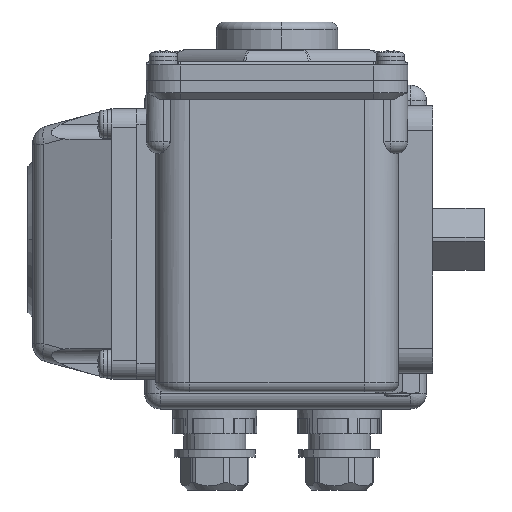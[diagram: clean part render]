
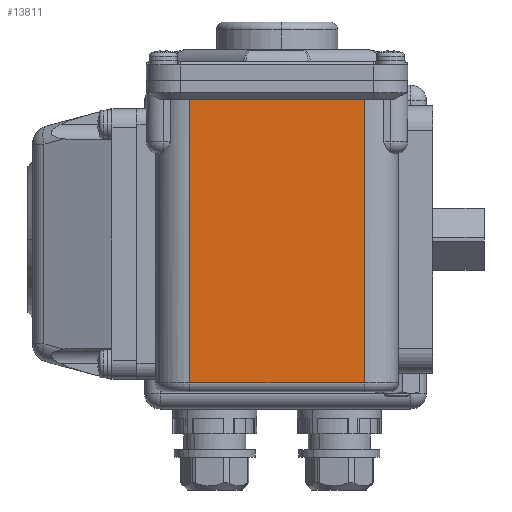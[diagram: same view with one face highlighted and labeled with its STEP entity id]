
A CAD part, left-side view. The second image highlights one B-rep face of the part: STEP entity #13811.
In plain terms, the highlighted planar face has unit normal (-1, 0, 0).
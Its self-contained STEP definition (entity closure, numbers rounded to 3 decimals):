
#13264 = VERTEX_POINT ( 'NONE', #42042 ) ;
#13268 = EDGE_CURVE ( 'NONE', #13264, #13271, #42037, .T. ) ;
#13271 = VERTEX_POINT ( 'NONE', #42031 ) ;
#13795 = VERTEX_POINT ( 'NONE', #43277 ) ;
#13811 = ADVANCED_FACE ( 'NONE', ( #43357 ), #43362, .T. ) ;
#13813 = EDGE_LOOP ( 'NONE', ( #13908, #13912, #13914, #13916 ) ) ;
#13908 = ORIENTED_EDGE ( 'NONE', *, *, #13909, .F. ) ;
#13909 = EDGE_CURVE ( 'NONE', #13911, #13264, #43563, .T. ) ;
#13911 = VERTEX_POINT ( 'NONE', #43684 ) ;
#13912 = ORIENTED_EDGE ( 'NONE', *, *, #13913, .T. ) ;
#13913 = EDGE_CURVE ( 'NONE', #13911, #13795, #43680, .T. ) ;
#13914 = ORIENTED_EDGE ( 'NONE', *, *, #13930, .T. ) ;
#13916 = ORIENTED_EDGE ( 'NONE', *, *, #13268, .F. ) ;
#13930 = EDGE_CURVE ( 'NONE', #13795, #13271, #43660, .T. ) ;
#42031 = CARTESIAN_POINT ( 'NONE',  ( -94.5, -28., 45. ) ) ;
#42032 = DIRECTION ( 'NONE',  ( 0., -1., 0. ) ) ;
#42034 = VECTOR ( 'NONE', #42032, 1000. ) ;
#42036 = CARTESIAN_POINT ( 'NONE',  ( -94.5, 28., 45. ) ) ;
#42037 = LINE ( 'NONE', #42036, #42034 ) ;
#42042 = CARTESIAN_POINT ( 'NONE',  ( -94.5, 28., 45. ) ) ;
#43277 = CARTESIAN_POINT ( 'NONE',  ( -94.5, -28., -46. ) ) ;
#43357 = FACE_OUTER_BOUND ( 'NONE', #13813, .T. ) ;
#43362 = PLANE ( 'NONE',  #43429 ) ;
#43424 = DIRECTION ( 'NONE',  ( 0., 0., 1. ) ) ;
#43426 = DIRECTION ( 'NONE',  ( -1., 0., 0. ) ) ;
#43428 = CARTESIAN_POINT ( 'NONE',  ( -94.5, 28., -49. ) ) ;
#43429 = AXIS2_PLACEMENT_3D ( 'NONE', #43428, #43426, #43424 ) ;
#43563 = LINE ( 'NONE', #43688, #43686 ) ;
#43647 = DIRECTION ( 'NONE',  ( 0., 0., 1. ) ) ;
#43649 = VECTOR ( 'NONE', #43647, 1000. ) ;
#43651 = CARTESIAN_POINT ( 'NONE',  ( -94.5, -28., -49. ) ) ;
#43660 = LINE ( 'NONE', #43651, #43649 ) ;
#43675 = DIRECTION ( 'NONE',  ( 0., -1., 0. ) ) ;
#43676 = VECTOR ( 'NONE', #43675, 1000. ) ;
#43678 = CARTESIAN_POINT ( 'NONE',  ( -94.5, -28., -46. ) ) ;
#43680 = LINE ( 'NONE', #43678, #43676 ) ;
#43684 = CARTESIAN_POINT ( 'NONE',  ( -94.5, 28., -46. ) ) ;
#43685 = DIRECTION ( 'NONE',  ( 0., 0., 1. ) ) ;
#43686 = VECTOR ( 'NONE', #43685, 1000. ) ;
#43688 = CARTESIAN_POINT ( 'NONE',  ( -94.5, 28., -49. ) ) ;
